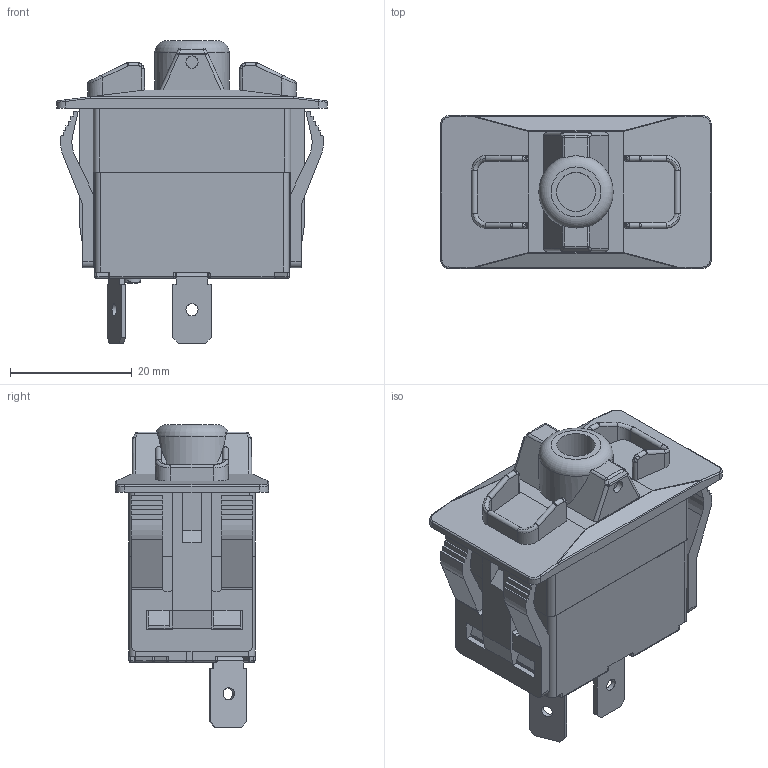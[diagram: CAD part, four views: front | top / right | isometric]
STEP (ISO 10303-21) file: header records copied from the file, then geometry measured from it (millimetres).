
FILE_DESCRIPTION(/* description */ (''),/* implementation_level */ '2;1');
FILE_NAME(/* name */ 'R711FXX-SXXXNXBNNX.stp',/* time_stamp */ '2025-06-02T12:16:55-05:00',/* author */ ('mroman'),/* organization */ (''),/* preprocessor_version */ 'ST-DEVELOPER v18.1',/* originating_system */ 'Autodesk Inventor 2022',/* authorisation */ '');
FILE_SCHEMA (('AUTOMOTIVE_DESIGN { 1 0 10303 214 3 1 1 }'));
Length unit declared in the file: centimetre
Products named in the file (1): R711FXX-SXXXNXBNNX
Bounding box: 44.5 x 25.15 x 49.7 mm (x, y, z)
Volume: 11255.4 mm3; surface area: 12971.6 mm2
Topology: 1 solids, 1 shells, 749 faces, 2052 edges, 1291 vertices
Faces by surface type: plane 383, cylinder 239, bspline 85, sphere 31, torus 11
Full cylindrical faces by diameter (mm): 2 x10, 2.8 x2, 6.4 x1
Entity records: 25206 total; most frequent: CARTESIAN_POINT 6407, ORIENTED_EDGE 4056, DIRECTION 3746, EDGE_CURVE 2028, LINE 1300, VECTOR 1300, VERTEX_POINT 1291, AXIS2_PLACEMENT_3D 1223
